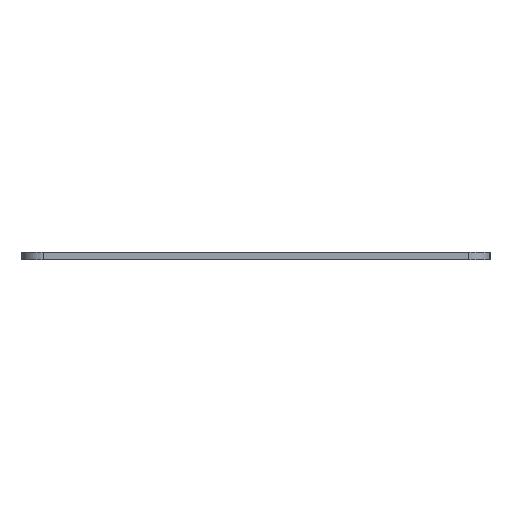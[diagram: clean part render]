
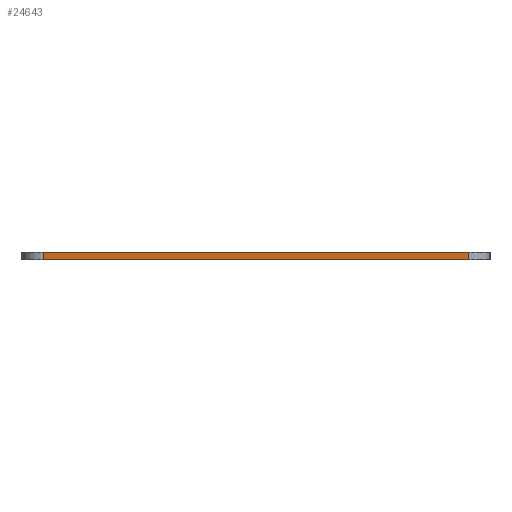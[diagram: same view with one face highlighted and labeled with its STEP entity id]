
A CAD part, left-side view. The second image highlights one B-rep face of the part: STEP entity #24643.
In plain terms, the highlighted planar face has unit normal (-1, 0, 0).
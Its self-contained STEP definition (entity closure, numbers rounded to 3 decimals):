
#55 = CYLINDRICAL_SURFACE('',#56,4.763);
#56 = AXIS2_PLACEMENT_3D('',#57,#58,#59);
#57 = CARTESIAN_POINT('',(28.575,-157.163,0.));
#58 = DIRECTION('',(-0.,-0.,-1.));
#59 = DIRECTION('',(1.,0.,-0.));
#83 = PLANE('',#84);
#84 = AXIS2_PLACEMENT_3D('',#85,#86,#87);
#85 = CARTESIAN_POINT('',(171.45,-109.538,1.6));
#86 = DIRECTION('',(0.,0.,1.));
#87 = DIRECTION('',(1.,0.,-0.));
#137 = PLANE('',#138);
#138 = AXIS2_PLACEMENT_3D('',#139,#140,#141);
#139 = CARTESIAN_POINT('',(171.45,-109.538,0.));
#140 = DIRECTION('',(0.,0.,1.));
#141 = DIRECTION('',(1.,0.,-0.));
#152 = EDGE_CURVE('',#153,#155,#157,.T.);
#153 = VERTEX_POINT('',#154);
#154 = CARTESIAN_POINT('',(23.813,-157.163,0.));
#155 = VERTEX_POINT('',#156);
#156 = CARTESIAN_POINT('',(23.813,-157.163,1.6));
#157 = SURFACE_CURVE('',#158,(#162,#169),.PCURVE_S1.);
#158 = LINE('',#159,#160);
#159 = CARTESIAN_POINT('',(23.813,-157.163,0.));
#160 = VECTOR('',#161,1.);
#161 = DIRECTION('',(0.,0.,1.));
#162 = PCURVE('',#55,#163);
#163 = DEFINITIONAL_REPRESENTATION('',(#164),#168);
#164 = LINE('',#165,#166);
#165 = CARTESIAN_POINT('',(-3.142,0.));
#166 = VECTOR('',#167,1.);
#167 = DIRECTION('',(-0.,-1.));
#168 = ( GEOMETRIC_REPRESENTATION_CONTEXT(2) 
PARAMETRIC_REPRESENTATION_CONTEXT() REPRESENTATION_CONTEXT('2D SPACE',''
  ) );
#169 = PCURVE('',#170,#175);
#170 = PLANE('',#171);
#171 = AXIS2_PLACEMENT_3D('',#172,#173,#174);
#172 = CARTESIAN_POINT('',(23.813,-61.913,0.));
#173 = DIRECTION('',(1.,0.,-0.));
#174 = DIRECTION('',(0.,-1.,0.));
#175 = DEFINITIONAL_REPRESENTATION('',(#176),#180);
#176 = LINE('',#177,#178);
#177 = CARTESIAN_POINT('',(95.25,0.));
#178 = VECTOR('',#179,1.);
#179 = DIRECTION('',(0.,-1.));
#180 = ( GEOMETRIC_REPRESENTATION_CONTEXT(2) 
PARAMETRIC_REPRESENTATION_CONTEXT() REPRESENTATION_CONTEXT('2D SPACE',''
  ) );
#391 = VERTEX_POINT('',#392);
#392 = CARTESIAN_POINT('',(23.813,-61.913,0.));
#407 = CYLINDRICAL_SURFACE('',#408,4.763);
#408 = AXIS2_PLACEMENT_3D('',#409,#410,#411);
#409 = CARTESIAN_POINT('',(28.575,-61.913,0.));
#410 = DIRECTION('',(-0.,-0.,-1.));
#411 = DIRECTION('',(1.,0.,-0.));
#419 = EDGE_CURVE('',#391,#153,#420,.T.);
#420 = SURFACE_CURVE('',#421,(#425,#432),.PCURVE_S1.);
#421 = LINE('',#422,#423);
#422 = CARTESIAN_POINT('',(23.813,-61.913,0.));
#423 = VECTOR('',#424,1.);
#424 = DIRECTION('',(0.,-1.,0.));
#425 = PCURVE('',#137,#426);
#426 = DEFINITIONAL_REPRESENTATION('',(#427),#431);
#427 = LINE('',#428,#429);
#428 = CARTESIAN_POINT('',(-147.638,47.625));
#429 = VECTOR('',#430,1.);
#430 = DIRECTION('',(0.,-1.));
#431 = ( GEOMETRIC_REPRESENTATION_CONTEXT(2) 
PARAMETRIC_REPRESENTATION_CONTEXT() REPRESENTATION_CONTEXT('2D SPACE',''
  ) );
#432 = PCURVE('',#170,#433);
#433 = DEFINITIONAL_REPRESENTATION('',(#434),#438);
#434 = LINE('',#435,#436);
#435 = CARTESIAN_POINT('',(0.,0.));
#436 = VECTOR('',#437,1.);
#437 = DIRECTION('',(1.,0.));
#438 = ( GEOMETRIC_REPRESENTATION_CONTEXT(2) 
PARAMETRIC_REPRESENTATION_CONTEXT() REPRESENTATION_CONTEXT('2D SPACE',''
  ) );
#13623 = VERTEX_POINT('',#13624);
#13624 = CARTESIAN_POINT('',(23.813,-61.913,1.6));
#13646 = EDGE_CURVE('',#13623,#155,#13647,.T.);
#13647 = SURFACE_CURVE('',#13648,(#13652,#13659),.PCURVE_S1.);
#13648 = LINE('',#13649,#13650);
#13649 = CARTESIAN_POINT('',(23.813,-61.913,1.6));
#13650 = VECTOR('',#13651,1.);
#13651 = DIRECTION('',(0.,-1.,0.));
#13652 = PCURVE('',#83,#13653);
#13653 = DEFINITIONAL_REPRESENTATION('',(#13654),#13658);
#13654 = LINE('',#13655,#13656);
#13655 = CARTESIAN_POINT('',(-147.638,47.625));
#13656 = VECTOR('',#13657,1.);
#13657 = DIRECTION('',(0.,-1.));
#13658 = ( GEOMETRIC_REPRESENTATION_CONTEXT(2) 
PARAMETRIC_REPRESENTATION_CONTEXT() REPRESENTATION_CONTEXT('2D SPACE',''
  ) );
#13659 = PCURVE('',#170,#13660);
#13660 = DEFINITIONAL_REPRESENTATION('',(#13661),#13665);
#13661 = LINE('',#13662,#13663);
#13662 = CARTESIAN_POINT('',(0.,-1.6));
#13663 = VECTOR('',#13664,1.);
#13664 = DIRECTION('',(1.,0.));
#13665 = ( GEOMETRIC_REPRESENTATION_CONTEXT(2) 
PARAMETRIC_REPRESENTATION_CONTEXT() REPRESENTATION_CONTEXT('2D SPACE',''
  ) );
#24643 = ADVANCED_FACE('',(#24644),#170,.F.);
#24644 = FACE_BOUND('',#24645,.F.);
#24645 = EDGE_LOOP('',(#24646,#24667,#24668,#24669));
#24646 = ORIENTED_EDGE('',*,*,#24647,.T.);
#24647 = EDGE_CURVE('',#391,#13623,#24648,.T.);
#24648 = SURFACE_CURVE('',#24649,(#24653,#24660),.PCURVE_S1.);
#24649 = LINE('',#24650,#24651);
#24650 = CARTESIAN_POINT('',(23.813,-61.913,0.));
#24651 = VECTOR('',#24652,1.);
#24652 = DIRECTION('',(0.,0.,1.));
#24653 = PCURVE('',#170,#24654);
#24654 = DEFINITIONAL_REPRESENTATION('',(#24655),#24659);
#24655 = LINE('',#24656,#24657);
#24656 = CARTESIAN_POINT('',(0.,0.));
#24657 = VECTOR('',#24658,1.);
#24658 = DIRECTION('',(0.,-1.));
#24659 = ( GEOMETRIC_REPRESENTATION_CONTEXT(2) 
PARAMETRIC_REPRESENTATION_CONTEXT() REPRESENTATION_CONTEXT('2D SPACE',''
  ) );
#24660 = PCURVE('',#407,#24661);
#24661 = DEFINITIONAL_REPRESENTATION('',(#24662),#24666);
#24662 = LINE('',#24663,#24664);
#24663 = CARTESIAN_POINT('',(-3.142,0.));
#24664 = VECTOR('',#24665,1.);
#24665 = DIRECTION('',(-0.,-1.));
#24666 = ( GEOMETRIC_REPRESENTATION_CONTEXT(2) 
PARAMETRIC_REPRESENTATION_CONTEXT() REPRESENTATION_CONTEXT('2D SPACE',''
  ) );
#24667 = ORIENTED_EDGE('',*,*,#13646,.T.);
#24668 = ORIENTED_EDGE('',*,*,#152,.F.);
#24669 = ORIENTED_EDGE('',*,*,#419,.F.);
